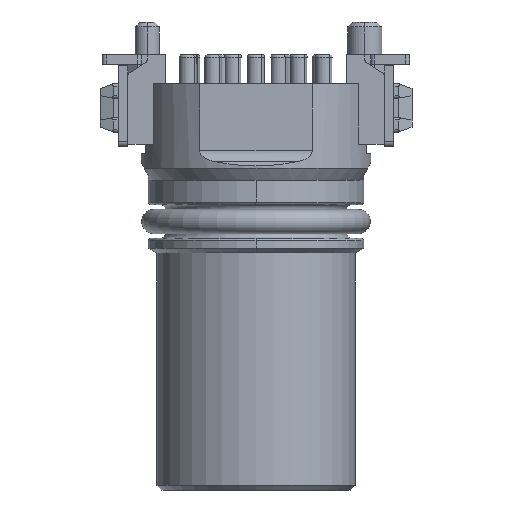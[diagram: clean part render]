
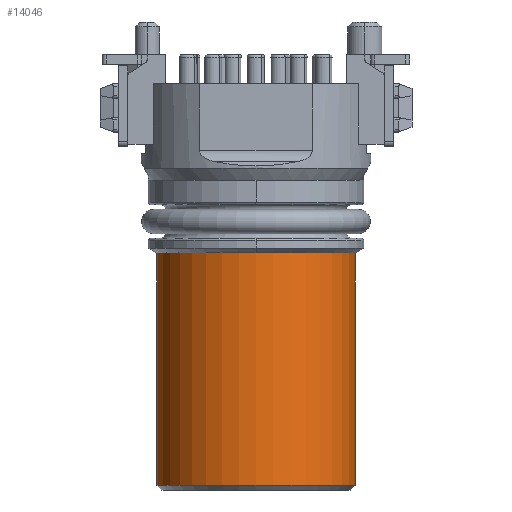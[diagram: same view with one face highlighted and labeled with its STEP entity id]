
A CAD part, left-side view. The second image highlights one B-rep face of the part: STEP entity #14046.
In plain terms, the highlighted cylindrical face has radius 4.1 mm (diameter 8.2 mm), a partial arc.
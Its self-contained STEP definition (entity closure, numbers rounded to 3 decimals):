
#4884=CARTESIAN_POINT('',(0.,0.,-8.2));
#4885=DIRECTION('',(0.,0.,1.));
#4886=DIRECTION('',(0.,1.,0.));
#4887=AXIS2_PLACEMENT_3D('',#4884,#4885,#4886);
#4889=CARTESIAN_POINT('',(0.,0.,-8.2));
#4890=DIRECTION('',(0.,0.,1.));
#4891=DIRECTION('',(-1.,0.,0.));
#4892=AXIS2_PLACEMENT_3D('',#4889,#4890,#4891);
#4894=DIRECTION('',(0.,0.,-1.));
#4895=VECTOR('',#4894,9.6);
#4896=CARTESIAN_POINT('',(0.,-4.1,-8.2));
#4897=LINE('',#4896,#4895);
#4898=CARTESIAN_POINT('',(0.,0.,-17.8));
#4899=DIRECTION('',(0.,0.,-1.));
#4900=DIRECTION('',(0.,-1.,0.));
#4901=AXIS2_PLACEMENT_3D('',#4898,#4899,#4900);
#4903=DIRECTION('',(0.,0.,-1.));
#4904=VECTOR('',#4903,9.6);
#4905=CARTESIAN_POINT('',(0.,4.1,-8.2));
#4906=LINE('',#4905,#4904);
#6279=CARTESIAN_POINT('',(0.,-4.1,-17.8));
#6280=CARTESIAN_POINT('',(0.,4.1,-17.8));
#6281=VERTEX_POINT('',#6279);
#6282=VERTEX_POINT('',#6280);
#6304=CARTESIAN_POINT('',(0.,4.1,-8.2));
#6306=VERTEX_POINT('',#6304);
#6307=CARTESIAN_POINT('',(0.,-4.1,-8.2));
#6308=VERTEX_POINT('',#6307);
#6309=CARTESIAN_POINT('',(-4.1,0.,-8.2));
#6310=VERTEX_POINT('',#6309);
#14032=CARTESIAN_POINT('',(0.,0.,-18.84));
#14033=DIRECTION('',(0.,0.,1.));
#14034=DIRECTION('',(0.,1.,0.));
#14035=AXIS2_PLACEMENT_3D('',#14032,#14033,#14034);
#14036=CYLINDRICAL_SURFACE('',#14035,4.1);
#14037=ORIENTED_EDGE('',*,*,#14002,.T.);
#14039=ORIENTED_EDGE('',*,*,#14038,.T.);
#14040=ORIENTED_EDGE('',*,*,#14025,.T.);
#14042=ORIENTED_EDGE('',*,*,#14041,.T.);
#14043=ORIENTED_EDGE('',*,*,#14013,.F.);
#14044=EDGE_LOOP('',(#14037,#14039,#14040,#14042,#14043));
#14045=FACE_OUTER_BOUND('',#14044,.F.);
#4888=CIRCLE('',#4887,4.1);
#4893=CIRCLE('',#4892,4.1);
#4902=CIRCLE('',#4901,4.1);
#14002=EDGE_CURVE('',#6306,#6310,#4888,.T.);
#14013=EDGE_CURVE('',#6306,#6282,#4906,.T.);
#14025=EDGE_CURVE('',#6308,#6281,#4897,.T.);
#14038=EDGE_CURVE('',#6310,#6308,#4893,.T.);
#14041=EDGE_CURVE('',#6281,#6282,#4902,.T.);
#14046=ADVANCED_FACE('',(#14045),#14036,.T.);
